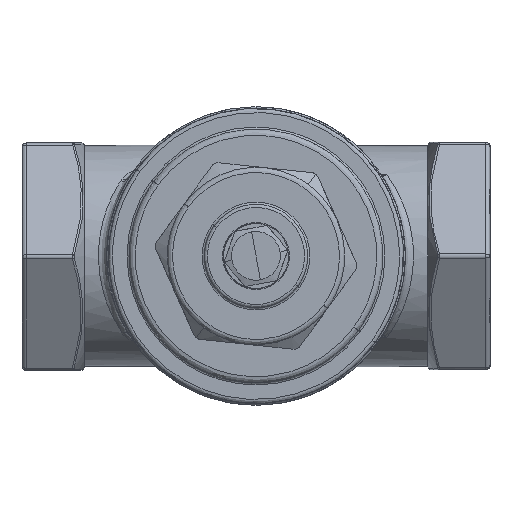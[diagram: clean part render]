
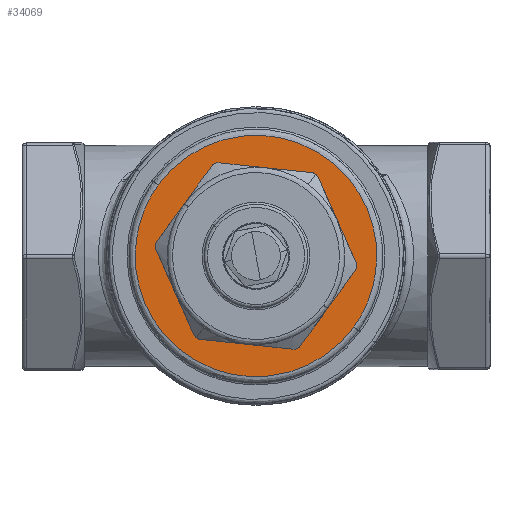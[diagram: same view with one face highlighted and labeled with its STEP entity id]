
A CAD part, front view. The second image highlights one B-rep face of the part: STEP entity #34069.
In plain terms, the highlighted planar face has unit normal (0, -1, 0).
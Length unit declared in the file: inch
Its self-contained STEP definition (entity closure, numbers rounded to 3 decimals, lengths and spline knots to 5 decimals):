
#1234 = CARTESIAN_POINT ( 'NONE',  ( 0.85269, -2.39381, -0.68896 ) ) ;
#2248 = CARTESIAN_POINT ( 'NONE',  ( -1.0417, -2.39381, 0.68896 ) ) ;
#2256 = FACE_OUTER_BOUND ( 'NONE', #24031, .T. ) ;
#2857 = EDGE_LOOP ( 'NONE', ( #22039, #22768 ) ) ;
#3450 = CARTESIAN_POINT ( 'NONE',  ( -0.09451, -2.39381, 0. ) ) ;
#3497 = DIRECTION ( 'NONE',  ( 0.809, 0., -0.588 ) ) ;
#3542 = AXIS2_PLACEMENT_3D ( 'NONE', #3898, #35386, #3497 ) ;
#3898 = CARTESIAN_POINT ( 'NONE',  ( 1.40997, -2.39381, -1.09431 ) ) ;
#4001 = CARTESIAN_POINT ( 'NONE',  ( -0.09451, -2.39381, 0. ) ) ;
#5051 = VERTEX_POINT ( 'NONE', #35598 ) ;
#5299 =( BOUNDED_CURVE ( )  B_SPLINE_CURVE ( 3, ( #27329, #21753, #39889, #5502 ),
 .UNSPECIFIED., .F., .T. ) 
 B_SPLINE_CURVE_WITH_KNOTS ( ( 4, 4 ),
 ( 0., 1. ),
 .UNSPECIFIED. ) 
 CURVE ( )  GEOMETRIC_REPRESENTATION_ITEM ( )  RATIONAL_B_SPLINE_CURVE ( ( 1., 0.333, 0.333, 1. ) ) 
 REPRESENTATION_ITEM ( '' )  );
#5313 = ORIENTED_EDGE ( 'NONE', *, *, #19256, .F. ) ;
#5502 = CARTESIAN_POINT ( 'NONE',  ( 0.85269, -2.39381, -0.68896 ) ) ;
#7118 = CARTESIAN_POINT ( 'NONE',  ( 0.85269, -2.39381, -0.68896 ) ) ;
#11388 = ORIENTED_EDGE ( 'NONE', *, *, #39300, .F. ) ;
#12689 = CIRCLE ( 'NONE', #35062, 0.86024 ) ;
#14816 = PLANE ( 'NONE',  #3542 ) ;
#19256 = EDGE_CURVE ( 'NONE', #28044, #33304, #5299, .T. ) ;
#20084 = CARTESIAN_POINT ( 'NONE',  ( -1.0417, -2.39381, 0.68896 ) ) ;
#21753 = CARTESIAN_POINT ( 'NONE',  ( 0.33622, -2.39381, 2.58335 ) ) ;
#22039 = ORIENTED_EDGE ( 'NONE', *, *, #24197, .F. ) ;
#22597 = DIRECTION ( 'NONE',  ( 0., -1., 0. ) ) ;
#22768 = ORIENTED_EDGE ( 'NONE', *, *, #37069, .F. ) ;
#24031 = EDGE_LOOP ( 'NONE', ( #11388, #5313 ) ) ;
#24197 = EDGE_CURVE ( 'NONE', #35305, #5051, #31051, .T. ) ;
#25837 = AXIS2_PLACEMENT_3D ( 'NONE', #3450, #22597, #35137 ) ;
#27329 = CARTESIAN_POINT ( 'NONE',  ( -1.0417, -2.39381, 0.68896 ) ) ;
#28044 = VERTEX_POINT ( 'NONE', #2248 ) ;
#31051 = CIRCLE ( 'NONE', #25837, 0.86024 ) ;
#32211 = CARTESIAN_POINT ( 'NONE',  ( -2.41963, -2.39381, -1.20543 ) ) ;
#32381 = DIRECTION ( 'NONE',  ( 0., -1., 0. ) ) ;
#33304 = VERTEX_POINT ( 'NONE', #1234 ) ;
#34069 = ADVANCED_FACE ( 'NONE', ( #39722, #2256 ), #14816, .F. ) ;
#35062 = AXIS2_PLACEMENT_3D ( 'NONE', #4001, #32381, #38973 ) ;
#35137 = DIRECTION ( 'NONE',  ( 0.809, 0., -0.588 ) ) ;
#35305 = VERTEX_POINT ( 'NONE', #39171 ) ;
#35386 = DIRECTION ( 'NONE',  ( 0., 1., 0. ) ) ;
#35520 = CARTESIAN_POINT ( 'NONE',  ( -0.52523, -2.39381, -2.58335 ) ) ;
#35598 = CARTESIAN_POINT ( 'NONE',  ( -0.79018, -2.39381, 0.50601 ) ) ;
#37069 = EDGE_CURVE ( 'NONE', #5051, #35305, #12689, .T. ) ;
#38249 =( BOUNDED_CURVE ( )  B_SPLINE_CURVE ( 3, ( #7118, #35520, #32211, #20084 ),
 .UNSPECIFIED., .F., .T. ) 
 B_SPLINE_CURVE_WITH_KNOTS ( ( 4, 4 ),
 ( 0., 1. ),
 .UNSPECIFIED. ) 
 CURVE ( )  GEOMETRIC_REPRESENTATION_ITEM ( )  RATIONAL_B_SPLINE_CURVE ( ( 1., 0.333, 0.333, 1. ) ) 
 REPRESENTATION_ITEM ( '' )  );
#38973 = DIRECTION ( 'NONE',  ( 0.809, 0., -0.588 ) ) ;
#39171 = CARTESIAN_POINT ( 'NONE',  ( 0.60117, -2.39381, -0.50601 ) ) ;
#39300 = EDGE_CURVE ( 'NONE', #33304, #28044, #38249, .T. ) ;
#39722 = FACE_BOUND ( 'NONE', #2857, .T. ) ;
#39889 = CARTESIAN_POINT ( 'NONE',  ( 2.23061, -2.39381, 1.20543 ) ) ;
